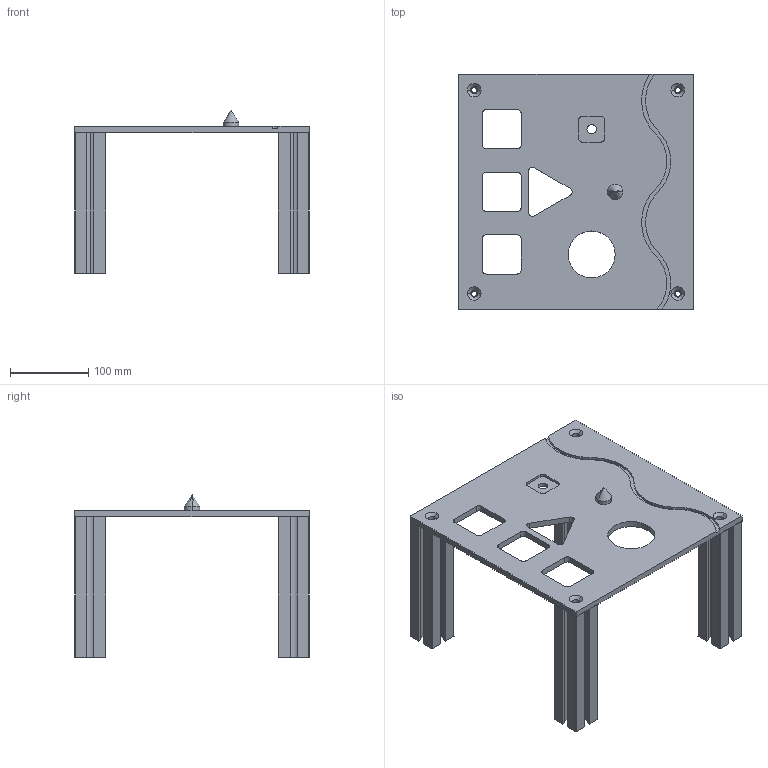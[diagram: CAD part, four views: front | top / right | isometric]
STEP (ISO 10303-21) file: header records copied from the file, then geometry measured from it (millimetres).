
FILE_DESCRIPTION(('STEP AP214'),'1');
FILE_NAME('TCP_Table.stp','2017-11-24T09:13:16',(' '),(' '),'Spatial InterOp 3D',' ',' ');
FILE_SCHEMA(('AUTOMOTIVE_DESIGN { 1 0 10303 214 1 1 1 1 }'));
Length unit declared in the file: metre
Products named in the file (1): ____1
Bounding box: 300 x 300 x 208 mm (x, y, z)
Volume: 1245595.9 mm3; surface area: 419060.3 mm2
Topology: 6 solids, 6 shells, 282 faces, 795 edges, 524 vertices
Faces by surface type: plane 166, cylinder 104, cone 12
Entity records: 11491 total; most frequent: CARTESIAN_POINT 1603, DIRECTION 1583, ORIENTED_EDGE 1582, EDGE_CURVE 791, LINE 575, VECTOR 575, VERTEX_POINT 524, AXIS2_PLACEMENT_3D 504
